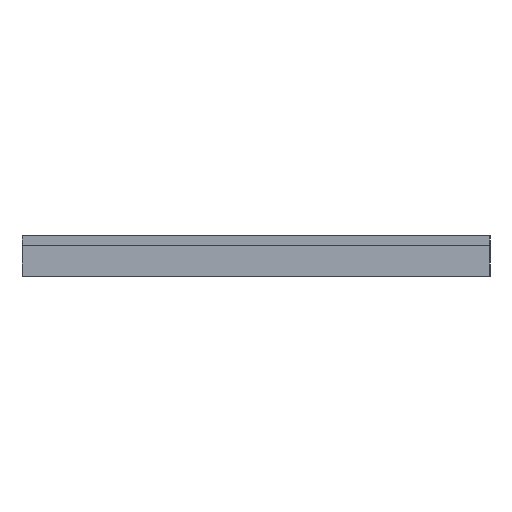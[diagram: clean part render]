
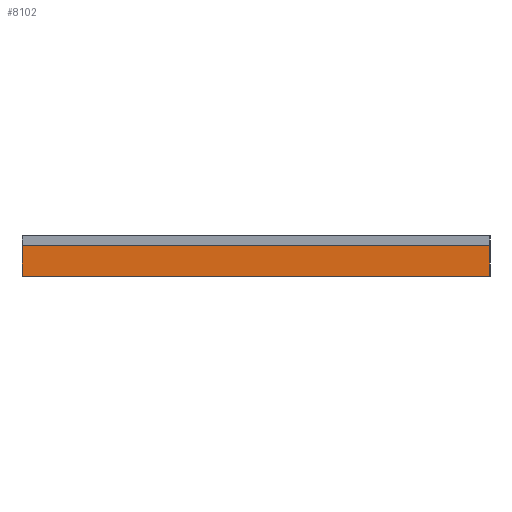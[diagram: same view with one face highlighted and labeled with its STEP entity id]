
A CAD part, left-side view. The second image highlights one B-rep face of the part: STEP entity #8102.
In plain terms, the highlighted planar face has unit normal (-1, 0, 0).
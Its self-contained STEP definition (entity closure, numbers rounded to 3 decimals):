
#725=PLANE('',#8865);
#930=FACE_OUTER_BOUND('',#1312,.T.);
#1312=EDGE_LOOP('',(#6161,#6162,#6163,#6164));
#2362=LINE('',#13031,#2736);
#2363=LINE('',#13034,#2737);
#2364=LINE('',#13036,#2738);
#2365=LINE('',#13037,#2739);
#2736=VECTOR('',#10686,10.);
#2737=VECTOR('',#10689,10.);
#2738=VECTOR('',#10690,10.);
#2739=VECTOR('',#10691,10.);
#3989=VERTEX_POINT('',#13027);
#3990=VERTEX_POINT('',#13029);
#3991=VERTEX_POINT('',#13033);
#3992=VERTEX_POINT('',#13035);
#4888=EDGE_CURVE('',#3989,#3990,#2362,.T.);
#4889=EDGE_CURVE('',#3989,#3991,#2363,.T.);
#4890=EDGE_CURVE('',#3992,#3990,#2364,.T.);
#4891=EDGE_CURVE('',#3991,#3992,#2365,.T.);
#6161=ORIENTED_EDGE('',*,*,#4889,.F.);
#6162=ORIENTED_EDGE('',*,*,#4888,.T.);
#6163=ORIENTED_EDGE('',*,*,#4890,.F.);
#6164=ORIENTED_EDGE('',*,*,#4891,.F.);
#8102=ADVANCED_FACE('',(#930),#725,.T.);
#8865=AXIS2_PLACEMENT_3D('',#13032,#10687,#10688);
#10686=DIRECTION('',(0.,0.,1.));
#10687=DIRECTION('center_axis',(-1.,0.,0.));
#10688=DIRECTION('ref_axis',(0.,-1.,0.));
#10689=DIRECTION('',(0.,1.,0.));
#10690=DIRECTION('',(0.,-1.,0.));
#10691=DIRECTION('',(0.,0.,1.));
#13027=CARTESIAN_POINT('',(-305.,0.,0.));
#13029=CARTESIAN_POINT('',(-305.,0.,12.5));
#13031=CARTESIAN_POINT('',(-305.,0.,0.));
#13032=CARTESIAN_POINT('Origin',(-305.,190.,0.));
#13033=CARTESIAN_POINT('',(-305.,190.,0.));
#13034=CARTESIAN_POINT('',(-305.,0.,0.));
#13035=CARTESIAN_POINT('',(-305.,190.,12.5));
#13036=CARTESIAN_POINT('',(-305.,0.,12.5));
#13037=CARTESIAN_POINT('',(-305.,190.,0.));
